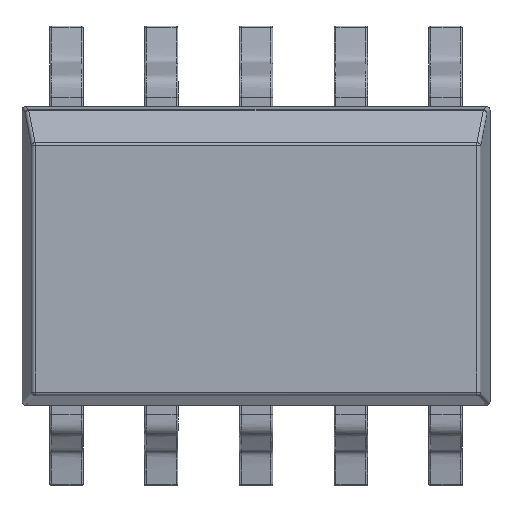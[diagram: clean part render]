
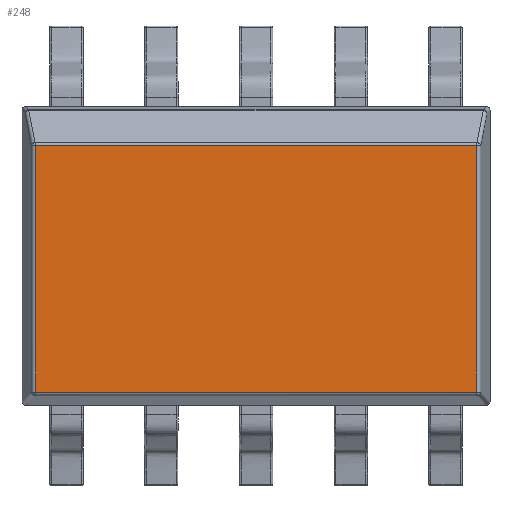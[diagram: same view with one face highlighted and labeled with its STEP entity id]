
A CAD part, top view. The second image highlights one B-rep face of the part: STEP entity #248.
In plain terms, the highlighted planar face has unit normal (0, 0, 1).
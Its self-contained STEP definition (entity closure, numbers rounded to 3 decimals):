
#248=ADVANCED_FACE('',(#726),#13217,.T.);
#726=FACE_OUTER_BOUND('',#1204,.T.);
#1204=EDGE_LOOP('',(#1690,#1691,#1692,#1693));
#1690=ORIENTED_EDGE('',*,*,#9028,.T.);
#1691=ORIENTED_EDGE('',*,*,#9029,.T.);
#1692=ORIENTED_EDGE('',*,*,#9030,.T.);
#1693=ORIENTED_EDGE('',*,*,#9031,.T.);
#4173=PCURVE('',#13217,#6115);
#4174=PCURVE('',#13217,#6116);
#4175=PCURVE('',#13217,#6117);
#4176=PCURVE('',#13217,#6118);
#4247=PCURVE('',#12891,#6189);
#4254=PCURVE('',#12892,#6196);
#4255=PCURVE('',#12893,#6197);
#4262=PCURVE('',#12894,#6204);
#6115=DEFINITIONAL_REPRESENTATION('',(#10004),#34357);
#6116=DEFINITIONAL_REPRESENTATION('',(#10006),#34357);
#6117=DEFINITIONAL_REPRESENTATION('',(#10008),#34357);
#6118=DEFINITIONAL_REPRESENTATION('',(#10010),#34357);
#6189=DEFINITIONAL_REPRESENTATION('',(#10115),#34357);
#6196=DEFINITIONAL_REPRESENTATION('',(#10122),#34357);
#6197=DEFINITIONAL_REPRESENTATION('',(#10123),#34357);
#6204=DEFINITIONAL_REPRESENTATION('',(#10130),#34357);
#8057=SURFACE_CURVE('',#10003,(#4173,#4254),.PCURVE_S1.);
#8058=SURFACE_CURVE('',#10005,(#4174,#4247),.PCURVE_S1.);
#8059=SURFACE_CURVE('',#10007,(#4175,#4262),.PCURVE_S1.);
#8060=SURFACE_CURVE('',#10009,(#4176,#4255),.PCURVE_S1.);
#9028=EDGE_CURVE('',#12371,#12372,#8057,.T.);
#9029=EDGE_CURVE('',#12372,#12374,#8058,.T.);
#9030=EDGE_CURVE('',#12374,#12373,#8059,.T.);
#9031=EDGE_CURVE('',#12373,#12371,#8060,.T.);
#10003=B_SPLINE_CURVE_WITH_KNOTS('',1,(#13814,#13815),.UNSPECIFIED.,.F.,
 .F.,(2,2),(0.042,3.346),.UNSPECIFIED.);
#10004=B_SPLINE_CURVE_WITH_KNOTS('',3,(#13816,#13817,#13818,#13819),
 .UNSPECIFIED.,.F.,.F.,(4,4),(0.042,3.346),
 .UNSPECIFIED.);
#10005=B_SPLINE_CURVE_WITH_KNOTS('',1,(#13820,#13821),.UNSPECIFIED.,.F.,
 .F.,(2,2),(-5.964,-0.042),.UNSPECIFIED.);
#10006=B_SPLINE_CURVE_WITH_KNOTS('',3,(#13822,#13823,#13824,#13825),
 .UNSPECIFIED.,.F.,.F.,(4,4),(-5.964,-0.042),
 .UNSPECIFIED.);
#10007=B_SPLINE_CURVE_WITH_KNOTS('',1,(#13826,#13827),.UNSPECIFIED.,.F.,
 .F.,(2,2),(0.022,3.326),.UNSPECIFIED.);
#10008=B_SPLINE_CURVE_WITH_KNOTS('',3,(#13828,#13829,#13830,#13831),
 .UNSPECIFIED.,.F.,.F.,(4,4),(0.022,3.326),
 .UNSPECIFIED.);
#10009=B_SPLINE_CURVE_WITH_KNOTS('',1,(#13832,#13833),.UNSPECIFIED.,.F.,
 .F.,(2,2),(-5.964,-0.042),.UNSPECIFIED.);
#10010=B_SPLINE_CURVE_WITH_KNOTS('',3,(#13834,#13835,#13836,#13837),
 .UNSPECIFIED.,.F.,.F.,(4,4),(-5.964,-0.042),
 .UNSPECIFIED.);
#10115=B_SPLINE_CURVE_WITH_KNOTS('',1,(#14218,#14219),.UNSPECIFIED.,.F.,
 .F.,(2,2),(-5.964,-0.042),.UNSPECIFIED.);
#10122=B_SPLINE_CURVE_WITH_KNOTS('',1,(#14244,#14245),.UNSPECIFIED.,.F.,
 .F.,(2,2),(0.042,3.346),.UNSPECIFIED.);
#10123=B_SPLINE_CURVE_WITH_KNOTS('',1,(#14246,#14247),.UNSPECIFIED.,.F.,
 .F.,(2,2),(-5.964,-0.042),.UNSPECIFIED.);
#10130=B_SPLINE_CURVE_WITH_KNOTS('',1,(#14272,#14273),.UNSPECIFIED.,.F.,
 .F.,(2,2),(0.022,3.326),.UNSPECIFIED.);
#12371=VERTEX_POINT('',#13732);
#12372=VERTEX_POINT('',#13733);
#12373=VERTEX_POINT('',#13734);
#12374=VERTEX_POINT('',#13735);
#12891=(
BOUNDED_SURFACE()
B_SPLINE_SURFACE(1,2,((#13404,#13405,#13406),(#13407,#13408,#13409)),
 .UNSPECIFIED.,.F.,.F.,.F.)
B_SPLINE_SURFACE_WITH_KNOTS((2,2),(3,3),(-1.01,7.006),
(0.,0.042),.UNSPECIFIED.)
GEOMETRIC_REPRESENTATION_ITEM()
RATIONAL_B_SPLINE_SURFACE(((1.,0.915,1.),(1.,0.915,
1.)))
REPRESENTATION_ITEM('')
SURFACE()
);
#12892=(
BOUNDED_SURFACE()
B_SPLINE_SURFACE(2,1,((#13410,#13411),(#13412,#13413),(#13414,#13415)),
 .UNSPECIFIED.,.F.,.F.,.F.)
B_SPLINE_SURFACE_WITH_KNOTS((3,3),(2,2),(0.,0.07),(-1.01,
4.378),.UNSPECIFIED.)
GEOMETRIC_REPRESENTATION_ITEM()
RATIONAL_B_SPLINE_SURFACE(((1.,1.),(0.766,0.766),
(1.,1.)))
REPRESENTATION_ITEM('')
SURFACE()
);
#12893=(
BOUNDED_SURFACE()
B_SPLINE_SURFACE(1,2,((#13416,#13417,#13418),(#13419,#13420,#13421)),
 .UNSPECIFIED.,.F.,.F.,.F.)
B_SPLINE_SURFACE_WITH_KNOTS((2,2),(3,3),(-1.,7.016),(0.,0.07),
 .UNSPECIFIED.)
GEOMETRIC_REPRESENTATION_ITEM()
RATIONAL_B_SPLINE_SURFACE(((1.,0.766,1.),(1.,0.766,
1.)))
REPRESENTATION_ITEM('')
SURFACE()
);
#12894=(
BOUNDED_SURFACE()
B_SPLINE_SURFACE(2,1,((#13422,#13423),(#13424,#13425),(#13426,#13427)),
 .UNSPECIFIED.,.F.,.F.,.F.)
B_SPLINE_SURFACE_WITH_KNOTS((3,3),(2,2),(0.,0.07),(-1.,4.378),
 .UNSPECIFIED.)
GEOMETRIC_REPRESENTATION_ITEM()
RATIONAL_B_SPLINE_SURFACE(((1.,1.),(0.766,0.766),
(1.,1.)))
REPRESENTATION_ITEM('')
SURFACE()
);
#13217=PLANE('',#13278);
#13278=AXIS2_PLACEMENT_3D('',#13366,#13322,$);
#13322=DIRECTION('',(0.,0.,1.));
#13366=CARTESIAN_POINT('',(-3.063,-1.901,2.));
#13404=CARTESIAN_POINT('',(-4.013,1.478,2.));
#13405=CARTESIAN_POINT('',(-4.013,1.5,2.));
#13406=CARTESIAN_POINT('',(-4.013,1.515,1.984));
#13407=CARTESIAN_POINT('',(4.003,1.478,2.));
#13408=CARTESIAN_POINT('',(4.003,1.5,2.));
#13409=CARTESIAN_POINT('',(4.003,1.515,1.984));
#13410=CARTESIAN_POINT('',(2.961,-2.878,2.));
#13411=CARTESIAN_POINT('',(2.961,2.51,2.));
#13412=CARTESIAN_POINT('',(3.003,-2.878,2.));
#13413=CARTESIAN_POINT('',(3.003,2.51,2.));
#13414=CARTESIAN_POINT('',(3.01,-2.878,1.959));
#13415=CARTESIAN_POINT('',(3.01,2.51,1.959));
#13416=CARTESIAN_POINT('',(4.003,-1.826,2.));
#13417=CARTESIAN_POINT('',(4.003,-1.868,2.));
#13418=CARTESIAN_POINT('',(4.003,-1.875,1.959));
#13419=CARTESIAN_POINT('',(-4.013,-1.826,2.));
#13420=CARTESIAN_POINT('',(-4.013,-1.868,2.));
#13421=CARTESIAN_POINT('',(-4.013,-1.875,1.959));
#13422=CARTESIAN_POINT('',(-2.961,2.5,2.));
#13423=CARTESIAN_POINT('',(-2.961,-2.878,2.));
#13424=CARTESIAN_POINT('',(-3.003,2.5,2.));
#13425=CARTESIAN_POINT('',(-3.003,-2.878,2.));
#13426=CARTESIAN_POINT('',(-3.01,2.5,1.959));
#13427=CARTESIAN_POINT('',(-3.01,-2.878,1.959));
#13732=CARTESIAN_POINT('',(2.961,-1.826,2.));
#13733=CARTESIAN_POINT('',(2.961,1.478,2.));
#13734=CARTESIAN_POINT('',(-2.961,-1.826,2.));
#13735=CARTESIAN_POINT('',(-2.961,1.478,2.));
#13814=CARTESIAN_POINT('',(2.961,-1.826,2.));
#13815=CARTESIAN_POINT('',(2.961,1.478,2.));
#13816=CARTESIAN_POINT('',(-0.042,-3.326));
#13817=CARTESIAN_POINT('',(-0.042,-2.225));
#13818=CARTESIAN_POINT('',(-0.042,-1.123));
#13819=CARTESIAN_POINT('',(-0.042,-0.022));
#13820=CARTESIAN_POINT('',(2.961,1.478,2.));
#13821=CARTESIAN_POINT('',(-2.961,1.478,2.));
#13822=CARTESIAN_POINT('',(-0.042,-0.022));
#13823=CARTESIAN_POINT('',(-2.016,-0.022));
#13824=CARTESIAN_POINT('',(-3.99,-0.022));
#13825=CARTESIAN_POINT('',(-5.964,-0.022));
#13826=CARTESIAN_POINT('',(-2.961,1.478,2.));
#13827=CARTESIAN_POINT('',(-2.961,-1.826,2.));
#13828=CARTESIAN_POINT('',(-5.964,-0.022));
#13829=CARTESIAN_POINT('',(-5.964,-1.123));
#13830=CARTESIAN_POINT('',(-5.964,-2.225));
#13831=CARTESIAN_POINT('',(-5.964,-3.326));
#13832=CARTESIAN_POINT('',(-2.961,-1.826,2.));
#13833=CARTESIAN_POINT('',(2.961,-1.826,2.));
#13834=CARTESIAN_POINT('',(-5.964,-3.326));
#13835=CARTESIAN_POINT('',(-3.99,-3.326));
#13836=CARTESIAN_POINT('',(-2.016,-3.326));
#13837=CARTESIAN_POINT('',(-0.042,-3.326));
#14218=CARTESIAN_POINT('',(5.964,0.));
#14219=CARTESIAN_POINT('',(0.042,0.));
#14244=CARTESIAN_POINT('',(0.,0.042));
#14245=CARTESIAN_POINT('',(0.,3.346));
#14246=CARTESIAN_POINT('',(5.964,0.));
#14247=CARTESIAN_POINT('',(0.042,0.));
#14272=CARTESIAN_POINT('',(0.,0.022));
#14273=CARTESIAN_POINT('',(0.,3.326));
#34357=(
GEOMETRIC_REPRESENTATION_CONTEXT(2)
PARAMETRIC_REPRESENTATION_CONTEXT()
REPRESENTATION_CONTEXT('pspace','')
);
